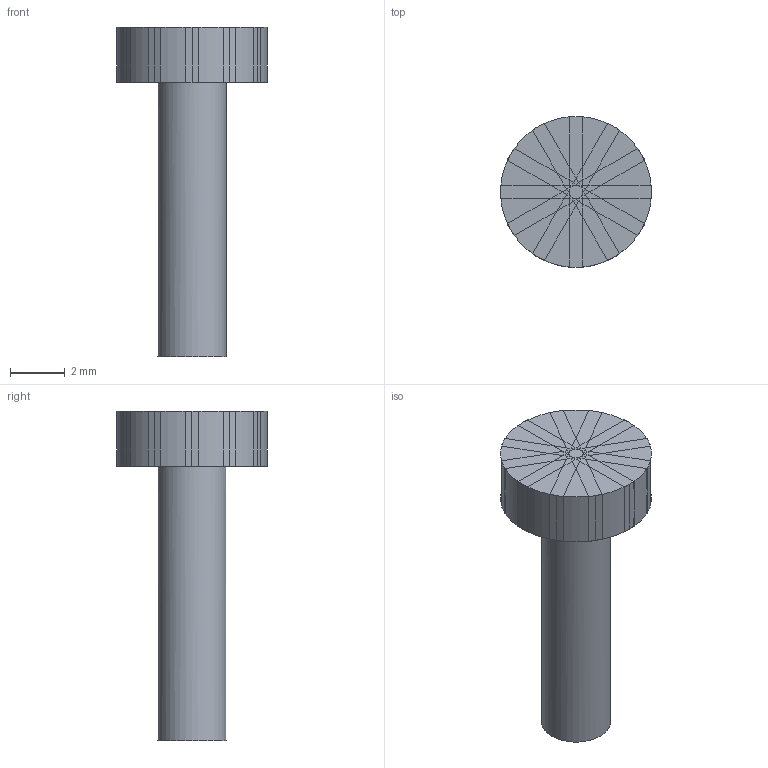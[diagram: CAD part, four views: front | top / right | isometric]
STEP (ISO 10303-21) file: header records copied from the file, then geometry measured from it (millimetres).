
FILE_DESCRIPTION(('FreeCAD Model'),'2;1');
FILE_NAME('Open CASCADE Shape Model','2025-06-01T15:35:00',('Author'),( ''),'Open CASCADE STEP processor 7.8','FreeCAD','Unknown');
FILE_SCHEMA(('AUTOMOTIVE_DESIGN { 1 0 10303 214 1 1 1 1 }'));
Length unit declared in the file: millimetre
Products named in the file (1): Thumbscrew
Bounding box: 5.5 x 5.5 x 12 mm (x, y, z)
Volume: 96.6 mm3; surface area: 161.2 mm2
Topology: 1 solids, 1 shells, 207 faces, 411 edges, 206 vertices
Faces by surface type: plane 194, cylinder 13
Full cylindrical faces by diameter (mm): 2.5 x1
Entity records: 5073 total; most frequent: DIRECTION 925, CARTESIAN_POINT 825, ORIENTED_EDGE 822, EDGE_CURVE 411, LINE 313, VECTOR 313, AXIS2_PLACEMENT_3D 306, ADVANCED_FACE 207
